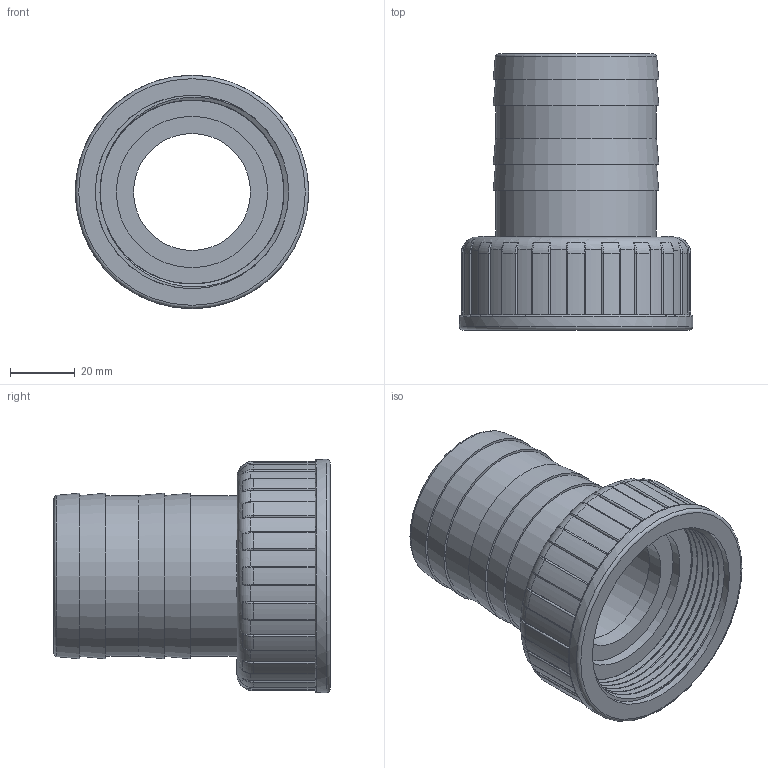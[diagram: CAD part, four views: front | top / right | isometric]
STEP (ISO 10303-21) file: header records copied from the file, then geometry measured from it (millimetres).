
FILE_DESCRIPTION(/* description */ (''),/* implementation_level */ '2;1');
FILE_NAME(/* name */ '水泵接头63X50.stp',/* time_stamp */ '2026-03-28T10:05:18+08:00',/* author */ (''),/* organization */ (''),/* preprocessor_version */ 'ST-DEVELOPER v16.7',/* originating_system */ 'SIEMENS PLM Software NX 12.0',/* authorisation */ '');
FILE_SCHEMA (('AUTOMOTIVE_DESIGN { 1 0 10303 214 3 1 1 1 }'));
Length unit declared in the file: millimetre
Products named in the file (1): Admi094C974Bl1ym
Bounding box: 71.8 x 85 x 71.8 mm (x, y, z)
Volume: 83079 mm3; surface area: 42995.8 mm2
Topology: 3 solids, 3 shells, 467 faces, 1201 edges, 771 vertices
Faces by surface type: plane 181, cylinder 106, extrusion 105, bspline 45, torus 26, cone 4
Full cylindrical faces by diameter (mm): 1.5 x1, 2.25 x1, 36 x1, 42 x1, 46.6 x1, 49.5 x2, 51.5 x1, 52 x1, 55.9 x1, 56.6 x1, 59.614 x8, 71.8 x1
Entity records: 20545 total; most frequent: CARTESIAN_POINT 10195, ORIENTED_EDGE 2302, DIRECTION 1739, EDGE_CURVE 1151, VERTEX_POINT 752, VECTOR 619, AXIS2_PLACEMENT_3D 560, EDGE_LOOP 519
